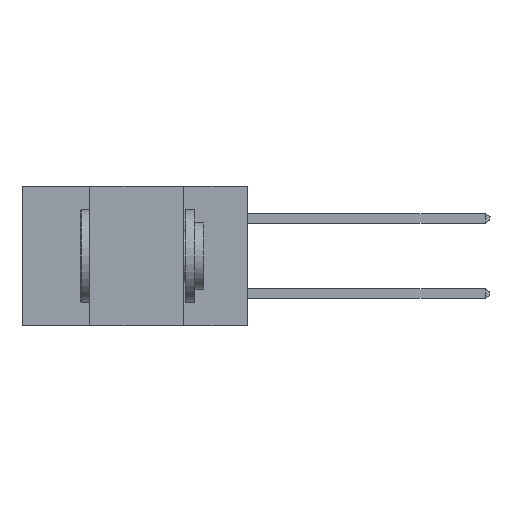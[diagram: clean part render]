
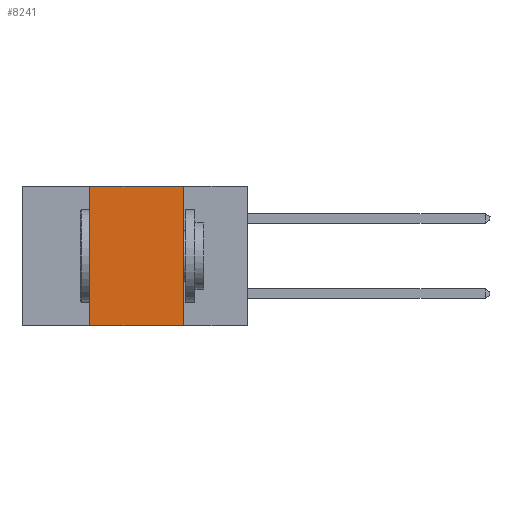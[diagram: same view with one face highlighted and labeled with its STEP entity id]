
A CAD part, left-side view. The second image highlights one B-rep face of the part: STEP entity #8241.
In plain terms, the highlighted planar face has unit normal (-1, 0, 0).
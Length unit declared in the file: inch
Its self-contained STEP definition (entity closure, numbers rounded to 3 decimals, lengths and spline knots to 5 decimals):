
#821 = CARTESIAN_POINT ( 'NONE',  ( 0., 0.17, -0.37 ) ) ;
#1280 = CARTESIAN_POINT ( 'NONE',  ( 0., 0.17, 0. ) ) ;
#2143 = DIRECTION ( 'NONE',  ( 0., -1., 0. ) ) ;
#2174 = ORIENTED_EDGE ( 'NONE', *, *, #16441, .T. ) ;
#2444 = LINE ( 'NONE', #8320, #5482 ) ;
#2481 = LINE ( 'NONE', #4384, #9399 ) ;
#2499 = VECTOR ( 'NONE', #9774, 39.37008 ) ;
#2581 = EDGE_CURVE ( 'NONE', #15497, #16902, #3994, .T. ) ;
#2952 = LINE ( 'NONE', #10359, #13568 ) ;
#3033 = ORIENTED_EDGE ( 'NONE', *, *, #2581, .F. ) ;
#3498 = DIRECTION ( 'NONE',  ( 0., 0., -1. ) ) ;
#3609 = CARTESIAN_POINT ( 'NONE',  ( 0., 0.6, 0. ) ) ;
#3994 = LINE ( 'NONE', #8142, #2499 ) ;
#4384 = CARTESIAN_POINT ( 'NONE',  ( 0., 0.17, 0. ) ) ;
#4798 = PLANE ( 'NONE',  #10728 ) ;
#5482 = VECTOR ( 'NONE', #17745, 39.37008 ) ;
#6504 = ORIENTED_EDGE ( 'NONE', *, *, #8371, .F. ) ;
#7976 = VERTEX_POINT ( 'NONE', #1280 ) ;
#8142 = CARTESIAN_POINT ( 'NONE',  ( 0., 0.42, 0. ) ) ;
#8241 = ADVANCED_FACE ( 'NONE', ( #11551 ), #4798, .F. ) ;
#8320 = CARTESIAN_POINT ( 'NONE',  ( 0., 0.6, 0. ) ) ;
#8371 = EDGE_CURVE ( 'NONE', #16902, #7976, #2444, .T. ) ;
#8617 = CARTESIAN_POINT ( 'NONE',  ( 0., 0.42, -0.37 ) ) ;
#8719 = DIRECTION ( 'NONE',  ( 0., 0., -1. ) ) ;
#9166 = ORIENTED_EDGE ( 'NONE', *, *, #12019, .F. ) ;
#9399 = VECTOR ( 'NONE', #8719, 39.37008 ) ;
#9774 = DIRECTION ( 'NONE',  ( 0., 0., 1. ) ) ;
#9983 = EDGE_LOOP ( 'NONE', ( #9166, #6504, #3033, #2174 ) ) ;
#10359 = CARTESIAN_POINT ( 'NONE',  ( 0., 0.6, -0.37 ) ) ;
#10374 = CARTESIAN_POINT ( 'NONE',  ( 0., 0.42, 0. ) ) ;
#10728 = AXIS2_PLACEMENT_3D ( 'NONE', #3609, #15791, #3498 ) ;
#11551 = FACE_OUTER_BOUND ( 'NONE', #9983, .T. ) ;
#12019 = EDGE_CURVE ( 'NONE', #7976, #12256, #2481, .T. ) ;
#12256 = VERTEX_POINT ( 'NONE', #821 ) ;
#13568 = VECTOR ( 'NONE', #2143, 39.37008 ) ;
#15497 = VERTEX_POINT ( 'NONE', #8617 ) ;
#15791 = DIRECTION ( 'NONE',  ( 1., 0., 0. ) ) ;
#16441 = EDGE_CURVE ( 'NONE', #15497, #12256, #2952, .T. ) ;
#16902 = VERTEX_POINT ( 'NONE', #10374 ) ;
#17745 = DIRECTION ( 'NONE',  ( 0., -1., 0. ) ) ;
